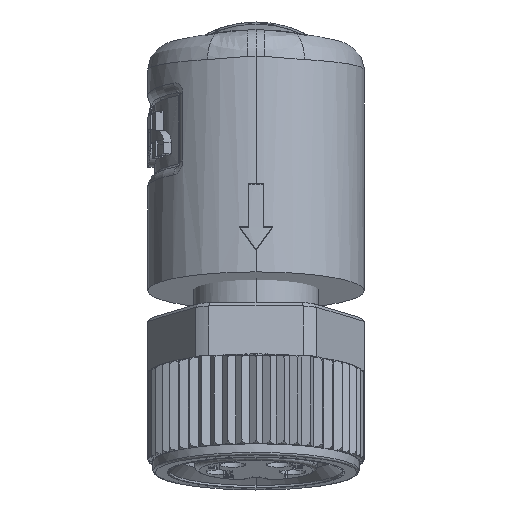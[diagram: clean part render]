
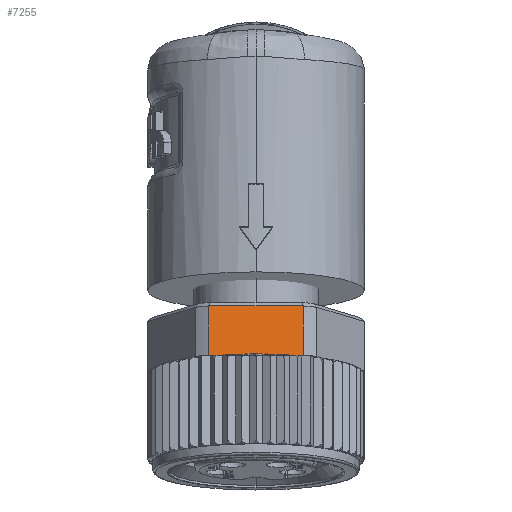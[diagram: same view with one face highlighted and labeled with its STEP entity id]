
A CAD part, front view. The second image highlights one B-rep face of the part: STEP entity #7255.
In plain terms, the highlighted planar face has unit normal (0, -0.985, 0.174).
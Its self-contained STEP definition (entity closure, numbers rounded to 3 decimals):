
#7255=ADVANCED_FACE('',(#15773),#15774,.F.);
#8113=EDGE_CURVE('',#16820,#16849,#17057,.T.);
#8121=EDGE_CURVE('',#17065,#16820,#17068,.T.);
#8129=EDGE_CURVE('',#16849,#17077,#17078,.T.);
#8669=EDGE_CURVE('',#17065,#17777,#17781,.T.);
#8677=EDGE_CURVE('',#17792,#17789,#17793,.T.);
#8681=EDGE_CURVE('',#17797,#17789,#17798,.T.);
#8685=EDGE_CURVE('',#17797,#17802,#17803,.T.);
#8713=EDGE_CURVE('',#17842,#17802,#17843,.T.);
#8741=EDGE_CURVE('',#17792,#17777,#17878,.T.);
#8743=EDGE_CURVE('',#17880,#17842,#17881,.T.);
#8745=EDGE_CURVE('',#17883,#17880,#17884,.T.);
#8747=EDGE_CURVE('',#17883,#17886,#17887,.T.);
#8749=EDGE_CURVE('',#17886,#17889,#17890,.T.);
#8751=EDGE_CURVE('',#17077,#17889,#17892,.T.);
#15773=FACE_OUTER_BOUND('',#71698,.T.);
#15774=PLANE('',#71699);
#16820=VERTEX_POINT('',#73876);
#16849=VERTEX_POINT('',#73935);
#17057=LINE('',#74376,#74377);
#17065=VERTEX_POINT('',#74389);
#17068=LINE('',#74393,#74394);
#17077=VERTEX_POINT('',#74409);
#17078=LINE('',#74410,#74411);
#17777=VERTEX_POINT('',#76239);
#17781=LINE('',#76245,#76246);
#17789=VERTEX_POINT('',#76267);
#17792=VERTEX_POINT('',#76271);
#17793=B_SPLINE_CURVE_WITH_KNOTS('',3,(#76272,#76273,#76274,#76275,#76276,#76277,#76278,#76279),.UNSPECIFIED.,.F.,.F.,(4,1,1,1,1,4),(0.0,0.2,0.4,0.6,0.8,1.0),.UNSPECIFIED.);
#17797=VERTEX_POINT('',#76292);
#17798=LINE('',#76293,#76294);
#17802=VERTEX_POINT('',#76301);
#17803=LINE('',#76302,#76303);
#17842=VERTEX_POINT('',#76424);
#17843=LINE('',#76425,#76426);
#17878=LINE('',#76503,#76504);
#17880=VERTEX_POINT('',#76507);
#17881=LINE('',#76508,#76509);
#17883=VERTEX_POINT('',#76512);
#17884=LINE('',#76513,#76514);
#17886=VERTEX_POINT('',#76517);
#17887=B_SPLINE_CURVE_WITH_KNOTS('',3,(#76518,#76519,#76520,#76521,#76522,#76523,#76524,#76525),.UNSPECIFIED.,.F.,.F.,(4,1,1,1,1,4),(0.0,0.2,0.4,0.6,0.8,1.0),.UNSPECIFIED.);
#17889=VERTEX_POINT('',#76528);
#17890=LINE('',#76529,#76530);
#17892=LINE('',#76533,#76534);
#71698=EDGE_LOOP('',(#100831,#100832,#100833,#100834,#100835,#100836,#100837,#100838,#100839,#100840,#100841,#100842,#100843,#100844));
#71699=AXIS2_PLACEMENT_3D('',#100845,#100846,#100847);
#73876=CARTESIAN_POINT('',(-2.179,-5.994,-8.086));
#73935=CARTESIAN_POINT('',(2.179,-5.994,-8.086));
#74376=CARTESIAN_POINT('',(-2.179,-5.994,-8.086));
#74377=VECTOR('',#103625,4.359);
#74389=CARTESIAN_POINT('',(-2.179,-6.393,-10.351));
#74393=CARTESIAN_POINT('',(-2.179,-6.393,-10.351));
#74394=VECTOR('',#103633,2.3);
#74409=CARTESIAN_POINT('',(2.179,-6.393,-10.351));
#74410=CARTESIAN_POINT('',(2.179,-5.994,-8.086));
#74411=VECTOR('',#103639,2.3);
#76239=CARTESIAN_POINT('',(-1.976,-6.393,-10.351));
#76245=CARTESIAN_POINT('',(-2.179,-6.393,-10.351));
#76246=VECTOR('',#103946,0.204);
#76267=CARTESIAN_POINT('',(-1.67,-6.393,-10.351));
#76271=CARTESIAN_POINT('',(-1.976,-6.4,-10.386));
#76272=CARTESIAN_POINT('',(-1.976,-6.4,-10.386));
#76273=CARTESIAN_POINT('',(-1.96,-6.399,-10.382));
#76274=CARTESIAN_POINT('',(-1.926,-6.398,-10.374));
#76275=CARTESIAN_POINT('',(-1.871,-6.396,-10.364));
#76276=CARTESIAN_POINT('',(-1.81,-6.395,-10.357));
#76277=CARTESIAN_POINT('',(-1.744,-6.394,-10.352));
#76278=CARTESIAN_POINT('',(-1.695,-6.393,-10.351));
#76279=CARTESIAN_POINT('',(-1.67,-6.393,-10.351));
#76292=CARTESIAN_POINT('',(-1.533,-6.393,-10.351));
#76293=CARTESIAN_POINT('',(-1.533,-6.393,-10.351));
#76294=VECTOR('',#103951,0.137);
#76301=CARTESIAN_POINT('',(-1.525,-6.393,-10.351));
#76302=CARTESIAN_POINT('',(-1.533,-6.393,-10.351));
#76303=VECTOR('',#103953,0.008);
#76424=CARTESIAN_POINT('',(1.525,-6.393,-10.351));
#76425=CARTESIAN_POINT('',(1.525,-6.393,-10.351));
#76426=VECTOR('',#103968,3.051);
#76503=CARTESIAN_POINT('',(-1.976,-6.4,-10.386));
#76504=VECTOR('',#103982,0.036);
#76507=CARTESIAN_POINT('',(1.533,-6.393,-10.351));
#76508=CARTESIAN_POINT('',(1.533,-6.393,-10.351));
#76509=VECTOR('',#103983,0.008);
#76512=CARTESIAN_POINT('',(1.67,-6.393,-10.351));
#76513=CARTESIAN_POINT('',(1.67,-6.393,-10.351));
#76514=VECTOR('',#103984,0.137);
#76517=CARTESIAN_POINT('',(1.976,-6.4,-10.386));
#76518=CARTESIAN_POINT('',(1.67,-6.393,-10.351));
#76519=CARTESIAN_POINT('',(1.695,-6.393,-10.351));
#76520=CARTESIAN_POINT('',(1.744,-6.394,-10.352));
#76521=CARTESIAN_POINT('',(1.81,-6.395,-10.357));
#76522=CARTESIAN_POINT('',(1.871,-6.396,-10.364));
#76523=CARTESIAN_POINT('',(1.926,-6.398,-10.374));
#76524=CARTESIAN_POINT('',(1.96,-6.399,-10.382));
#76525=CARTESIAN_POINT('',(1.976,-6.4,-10.386));
#76528=CARTESIAN_POINT('',(1.976,-6.393,-10.351));
#76529=CARTESIAN_POINT('',(1.976,-6.4,-10.386));
#76530=VECTOR('',#103985,0.036);
#76533=CARTESIAN_POINT('',(2.179,-6.393,-10.351));
#76534=VECTOR('',#103986,0.204);
#100831=ORIENTED_EDGE('',*,*,#8121,.F.);
#100832=ORIENTED_EDGE('',*,*,#8669,.T.);
#100833=ORIENTED_EDGE('',*,*,#8741,.F.);
#100834=ORIENTED_EDGE('',*,*,#8677,.T.);
#100835=ORIENTED_EDGE('',*,*,#8681,.F.);
#100836=ORIENTED_EDGE('',*,*,#8685,.T.);
#100837=ORIENTED_EDGE('',*,*,#8713,.F.);
#100838=ORIENTED_EDGE('',*,*,#8743,.F.);
#100839=ORIENTED_EDGE('',*,*,#8745,.F.);
#100840=ORIENTED_EDGE('',*,*,#8747,.T.);
#100841=ORIENTED_EDGE('',*,*,#8749,.T.);
#100842=ORIENTED_EDGE('',*,*,#8751,.F.);
#100843=ORIENTED_EDGE('',*,*,#8129,.F.);
#100844=ORIENTED_EDGE('',*,*,#8113,.F.);
#100845=CARTESIAN_POINT('',(2.179,-6.393,-10.351));
#100846=DIRECTION('',(0.0,0.985,-0.174));
#100847=DIRECTION('',(0.0,-0.174,-0.985));
#103625=DIRECTION('',(1.0,0.,0.));
#103633=DIRECTION('',(0.,0.174,0.985));
#103639=DIRECTION('',(0.,-0.174,-0.985));
#103946=DIRECTION('',(1.0,0.0,0.0));
#103951=DIRECTION('',(-1.0,0.0,0.0));
#103953=DIRECTION('',(1.0,0.0,0.0));
#103968=DIRECTION('',(-1.0,0.0,0.0));
#103982=DIRECTION('',(0.0,0.174,0.985));
#103983=DIRECTION('',(-1.0,0.0,0.0));
#103984=DIRECTION('',(-1.0,0.0,0.0));
#103985=DIRECTION('',(0.0,0.174,0.985));
#103986=DIRECTION('',(-1.0,0.0,0.0));
